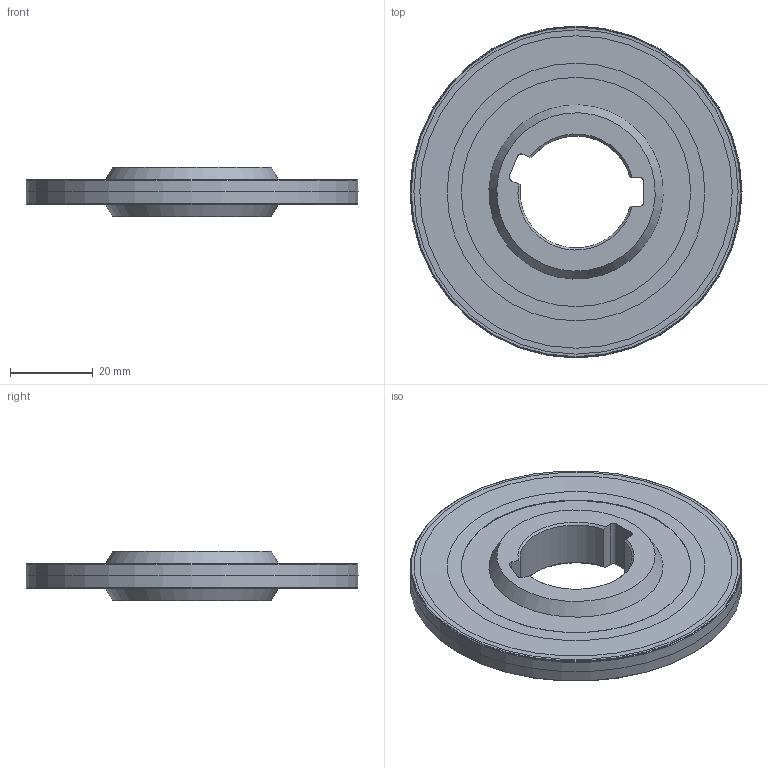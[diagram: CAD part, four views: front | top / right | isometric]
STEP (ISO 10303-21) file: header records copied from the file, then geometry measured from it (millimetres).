
FILE_DESCRIPTION(/* description */ (''),/* implementation_level */ '2;1');
FILE_NAME(/* name */ '80F8N_S90SN12N6_SIM.stp',/* time_stamp */ '2020-01-16T13:04:13+01:00',/* author */ (''),/* organization */ (''),/* preprocessor_version */ 'ST-DEVELOPER v16.7',/* originating_system */ 'SIEMENS PLM Software NX 12.0',/* authorisation */ '');
FILE_SCHEMA (('AUTOMOTIVE_DESIGN { 1 0 10303 214 3 1 1 1 }'));
Length unit declared in the file: millimetre
Products named in the file (1): pp0741FC6C9570cz
Bounding box: 80.01 x 80.01 x 12 mm (x, y, z)
Volume: 41461.4 mm3; surface area: 18665.7 mm2
Topology: 2 solids, 2 shells, 51 faces, 113 edges, 66 vertices
Faces by surface type: revolution 22, cone 12, plane 10, cylinder 7
Full cylindrical faces by diameter (mm): 77 x1
Entity records: 1425 total; most frequent: CARTESIAN_POINT 356, DIRECTION 206, ORIENTED_EDGE 164, EDGE_LOOP 86, EDGE_CURVE 82, AXIS2_PLACEMENT_3D 80, FACE_BOUND 70, VERTEX_POINT 66
